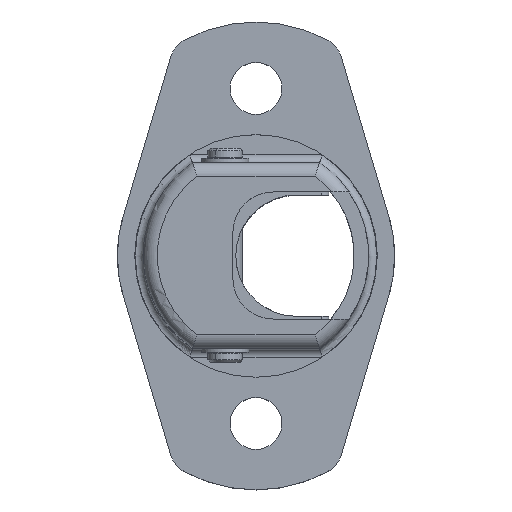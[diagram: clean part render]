
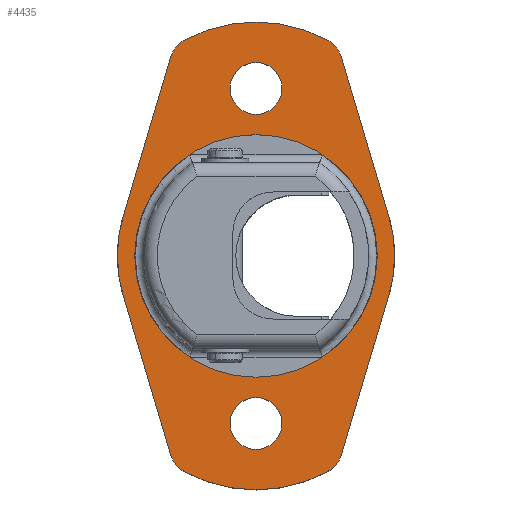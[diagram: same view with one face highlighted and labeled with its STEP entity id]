
A CAD part, top view. The second image highlights one B-rep face of the part: STEP entity #4435.
In plain terms, the highlighted planar face has unit normal (0, 0, 1).
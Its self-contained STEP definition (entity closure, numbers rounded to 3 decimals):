
#484=CARTESIAN_POINT('',(0.,0.,4.5));
#485=DIRECTION('',(0.,0.,-1.));
#486=DIRECTION('',(-0.958,-0.286,0.));
#487=AXIS2_PLACEMENT_3D('',#484,#485,#486);
#489=DIRECTION('',(0.286,0.958,0.));
#490=VECTOR('',#489,14.368);
#491=CARTESIAN_POINT('',(-11.5,3.428,4.5));
#492=LINE('',#491,#490);
#493=CARTESIAN_POINT('',(-5.,16.483,4.5));
#494=DIRECTION('',(0.,0.,-1.));
#495=DIRECTION('',(-0.958,0.286,0.));
#496=AXIS2_PLACEMENT_3D('',#493,#494,#495);
#498=CARTESIAN_POINT('',(0.,7.25,4.5));
#499=DIRECTION('',(0.,0.,-1.));
#500=DIRECTION('',(-0.476,0.879,0.));
#501=AXIS2_PLACEMENT_3D('',#498,#499,#500);
#503=CARTESIAN_POINT('',(5.,16.483,4.5));
#504=DIRECTION('',(0.,0.,-1.));
#505=DIRECTION('',(0.476,0.879,0.));
#506=AXIS2_PLACEMENT_3D('',#503,#504,#505);
#508=DIRECTION('',(0.286,-0.958,0.));
#509=VECTOR('',#508,14.368);
#510=CARTESIAN_POINT('',(7.396,17.197,4.5));
#511=LINE('',#510,#509);
#512=CARTESIAN_POINT('',(0.,0.,4.5));
#513=DIRECTION('',(0.,0.,-1.));
#514=DIRECTION('',(0.958,0.286,0.));
#515=AXIS2_PLACEMENT_3D('',#512,#513,#514);
#517=DIRECTION('',(-0.286,-0.958,0.));
#518=VECTOR('',#517,14.368);
#519=CARTESIAN_POINT('',(11.5,-3.428,4.5));
#520=LINE('',#519,#518);
#521=CARTESIAN_POINT('',(5.,-16.483,4.5));
#522=DIRECTION('',(0.,0.,-1.));
#523=DIRECTION('',(0.958,-0.286,0.));
#524=AXIS2_PLACEMENT_3D('',#521,#522,#523);
#526=CARTESIAN_POINT('',(0.,-7.25,4.5));
#527=DIRECTION('',(0.,0.,-1.));
#528=DIRECTION('',(0.476,-0.879,0.));
#529=AXIS2_PLACEMENT_3D('',#526,#527,#528);
#531=CARTESIAN_POINT('',(-5.,-16.483,4.5));
#532=DIRECTION('',(0.,0.,-1.));
#533=DIRECTION('',(-0.476,-0.879,0.));
#534=AXIS2_PLACEMENT_3D('',#531,#532,#533);
#536=DIRECTION('',(-0.286,0.958,0.));
#537=VECTOR('',#536,14.368);
#538=CARTESIAN_POINT('',(-7.396,-17.197,4.5));
#539=LINE('',#538,#537);
#540=CARTESIAN_POINT('',(0.,0.,4.5));
#541=DIRECTION('',(0.,0.,1.));
#542=DIRECTION('',(1.,0.,0.));
#543=AXIS2_PLACEMENT_3D('',#540,#541,#542);
#545=CARTESIAN_POINT('',(0.,0.,4.5));
#546=DIRECTION('',(0.,0.,1.));
#547=DIRECTION('',(-1.,0.,0.));
#548=AXIS2_PLACEMENT_3D('',#545,#546,#547);
#550=CARTESIAN_POINT('',(0.,-14.5,4.5));
#551=DIRECTION('',(0.,0.,-1.));
#552=DIRECTION('',(1.,0.,0.));
#553=AXIS2_PLACEMENT_3D('',#550,#551,#552);
#555=CARTESIAN_POINT('',(0.,-14.5,4.5));
#556=DIRECTION('',(0.,0.,-1.));
#557=DIRECTION('',(-1.,0.,0.));
#558=AXIS2_PLACEMENT_3D('',#555,#556,#557);
#560=CARTESIAN_POINT('',(0.,14.5,4.5));
#561=DIRECTION('',(0.,0.,-1.));
#562=DIRECTION('',(1.,0.,0.));
#563=AXIS2_PLACEMENT_3D('',#560,#561,#562);
#565=CARTESIAN_POINT('',(0.,14.5,4.5));
#566=DIRECTION('',(0.,0.,-1.));
#567=DIRECTION('',(-1.,0.,0.));
#568=AXIS2_PLACEMENT_3D('',#565,#566,#567);
#3744=CARTESIAN_POINT('',(10.5,0.,4.5));
#3745=CARTESIAN_POINT('',(-10.5,0.,4.5));
#3746=VERTEX_POINT('',#3744);
#3747=VERTEX_POINT('',#3745);
#3748=CARTESIAN_POINT('',(-11.5,-3.428,4.5));
#3749=CARTESIAN_POINT('',(-11.5,3.428,4.5));
#3750=VERTEX_POINT('',#3748);
#3751=VERTEX_POINT('',#3749);
#3752=CARTESIAN_POINT('',(-7.396,17.197,4.5));
#3753=VERTEX_POINT('',#3752);
#3754=CARTESIAN_POINT('',(-6.19,18.681,4.5));
#3755=VERTEX_POINT('',#3754);
#3756=CARTESIAN_POINT('',(6.19,18.681,4.5));
#3757=VERTEX_POINT('',#3756);
#3758=CARTESIAN_POINT('',(7.396,17.197,4.5));
#3759=VERTEX_POINT('',#3758);
#3760=CARTESIAN_POINT('',(11.5,3.428,4.5));
#3761=VERTEX_POINT('',#3760);
#3762=CARTESIAN_POINT('',(11.5,-3.428,4.5));
#3763=VERTEX_POINT('',#3762);
#3764=CARTESIAN_POINT('',(7.396,-17.197,4.5));
#3765=VERTEX_POINT('',#3764);
#3766=CARTESIAN_POINT('',(6.19,-18.681,4.5));
#3767=VERTEX_POINT('',#3766);
#3768=CARTESIAN_POINT('',(-6.19,-18.681,4.5));
#3769=VERTEX_POINT('',#3768);
#3770=CARTESIAN_POINT('',(-7.396,-17.197,4.5));
#3771=VERTEX_POINT('',#3770);
#3800=CARTESIAN_POINT('',(2.25,-14.5,4.5));
#3801=CARTESIAN_POINT('',(-2.25,-14.5,4.5));
#3802=VERTEX_POINT('',#3800);
#3803=VERTEX_POINT('',#3801);
#3804=CARTESIAN_POINT('',(2.25,14.5,4.5));
#3805=CARTESIAN_POINT('',(-2.25,14.5,4.5));
#3806=VERTEX_POINT('',#3804);
#3807=VERTEX_POINT('',#3805);
#4387=CARTESIAN_POINT('',(0.,0.,4.5));
#4388=DIRECTION('',(0.,0.,-1.));
#4389=DIRECTION('',(1.,0.,0.));
#4390=AXIS2_PLACEMENT_3D('',#4387,#4388,#4389);
#4391=PLANE('',#4390);
#4392=ORIENTED_EDGE('',*,*,#4377,.T.);
#4394=ORIENTED_EDGE('',*,*,#4393,.T.);
#4396=ORIENTED_EDGE('',*,*,#4395,.T.);
#4398=ORIENTED_EDGE('',*,*,#4397,.T.);
#4400=ORIENTED_EDGE('',*,*,#4399,.T.);
#4402=ORIENTED_EDGE('',*,*,#4401,.T.);
#4404=ORIENTED_EDGE('',*,*,#4403,.T.);
#4406=ORIENTED_EDGE('',*,*,#4405,.T.);
#4408=ORIENTED_EDGE('',*,*,#4407,.T.);
#4410=ORIENTED_EDGE('',*,*,#4409,.T.);
#4412=ORIENTED_EDGE('',*,*,#4411,.T.);
#4414=ORIENTED_EDGE('',*,*,#4413,.T.);
#4415=EDGE_LOOP('',(#4392,#4394,#4396,#4398,#4400,#4402,#4404,#4406,#4408,#4410,
#4412,#4414));
#4416=FACE_OUTER_BOUND('',#4415,.F.);
#4418=ORIENTED_EDGE('',*,*,#4417,.T.);
#4420=ORIENTED_EDGE('',*,*,#4419,.T.);
#4421=EDGE_LOOP('',(#4418,#4420));
#4422=FACE_BOUND('',#4421,.F.);
#4424=ORIENTED_EDGE('',*,*,#4423,.F.);
#4426=ORIENTED_EDGE('',*,*,#4425,.F.);
#4427=EDGE_LOOP('',(#4424,#4426));
#4428=FACE_BOUND('',#4427,.F.);
#4430=ORIENTED_EDGE('',*,*,#4429,.F.);
#4432=ORIENTED_EDGE('',*,*,#4431,.F.);
#4433=EDGE_LOOP('',(#4430,#4432));
#4434=FACE_BOUND('',#4433,.F.);
#4435=ADVANCED_FACE('',(#4416,#4422,#4428,#4434),#4391,.F.);
#488=CIRCLE('',#487,12.);
#497=CIRCLE('',#496,2.5);
#502=CIRCLE('',#501,13.);
#507=CIRCLE('',#506,2.5);
#516=CIRCLE('',#515,12.);
#525=CIRCLE('',#524,2.5);
#530=CIRCLE('',#529,13.);
#535=CIRCLE('',#534,2.5);
#544=CIRCLE('',#543,10.5);
#549=CIRCLE('',#548,10.5);
#554=CIRCLE('',#553,2.25);
#559=CIRCLE('',#558,2.25);
#564=CIRCLE('',#563,2.25);
#569=CIRCLE('',#568,2.25);
#4377=EDGE_CURVE('',#3750,#3751,#488,.T.);
#4393=EDGE_CURVE('',#3751,#3753,#492,.T.);
#4395=EDGE_CURVE('',#3753,#3755,#497,.T.);
#4397=EDGE_CURVE('',#3755,#3757,#502,.T.);
#4399=EDGE_CURVE('',#3757,#3759,#507,.T.);
#4401=EDGE_CURVE('',#3759,#3761,#511,.T.);
#4403=EDGE_CURVE('',#3761,#3763,#516,.T.);
#4405=EDGE_CURVE('',#3763,#3765,#520,.T.);
#4407=EDGE_CURVE('',#3765,#3767,#525,.T.);
#4409=EDGE_CURVE('',#3767,#3769,#530,.T.);
#4411=EDGE_CURVE('',#3769,#3771,#535,.T.);
#4413=EDGE_CURVE('',#3771,#3750,#539,.T.);
#4417=EDGE_CURVE('',#3746,#3747,#544,.T.);
#4419=EDGE_CURVE('',#3747,#3746,#549,.T.);
#4423=EDGE_CURVE('',#3802,#3803,#554,.T.);
#4425=EDGE_CURVE('',#3803,#3802,#559,.T.);
#4429=EDGE_CURVE('',#3806,#3807,#564,.T.);
#4431=EDGE_CURVE('',#3807,#3806,#569,.T.);
